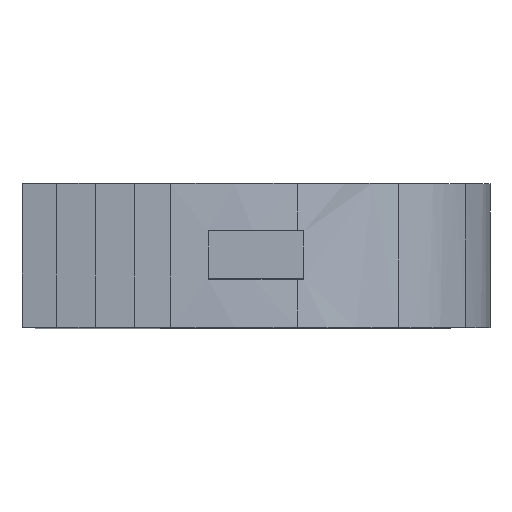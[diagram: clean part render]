
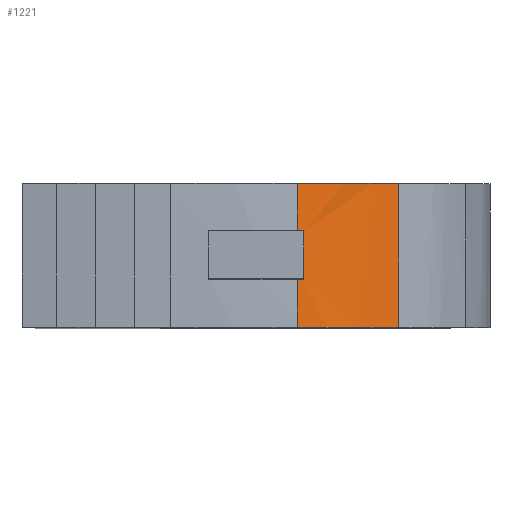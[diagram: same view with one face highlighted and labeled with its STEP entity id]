
A CAD part, top view. The second image highlights one B-rep face of the part: STEP entity #1221.
In plain terms, the highlighted free-form (B-spline) face has degree [3, 1] with [5, 2] control points.
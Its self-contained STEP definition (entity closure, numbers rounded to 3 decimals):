
#22=B_SPLINE_SURFACE_WITH_KNOTS('',3,1,((#1559,#1560),(#1561,#1562),(#1563,
#1564),(#1565,#1566),(#1567,#1568)),.UNSPECIFIED.,.F.,.F.,.F.,(4,1,4),(2,
2),(-0.467,-0.225,0.),(-0.3,0.3),.UNSPECIFIED.);
#65=FACE_OUTER_BOUND('',#133,.T.);
#133=EDGE_LOOP('',(#830,#831,#832,#833,#834,#835,#836,#837));
#205=LINE('',#1570,#312);
#206=LINE('',#1578,#313);
#207=LINE('',#1585,#314);
#312=VECTOR('',#1353,10.);
#313=VECTOR('',#1354,10.);
#314=VECTOR('',#1355,10.);
#412=B_SPLINE_CURVE_WITH_KNOTS('',3,(#1522,#1523,#1524,#1525),
 .UNSPECIFIED.,.F.,.F.,(4,4),(-0.082,-0.052),
 .UNSPECIFIED.);
#413=B_SPLINE_CURVE_WITH_KNOTS('',3,(#1528,#1529,#1530,#1531),
 .UNSPECIFIED.,.F.,.F.,(4,4),(-0.25,-0.05),.UNSPECIFIED.);
#415=B_SPLINE_CURVE_WITH_KNOTS('',3,(#1545,#1546,#1547,#1548),
 .UNSPECIFIED.,.F.,.F.,(4,4),(-0.029,0.),.UNSPECIFIED.);
#417=B_SPLINE_CURVE_WITH_KNOTS('',3,(#1572,#1573,#1574,#1575,#1576),
 .UNSPECIFIED.,.F.,.F.,(4,1,4),(0.,0.225,0.467),
 .UNSPECIFIED.);
#418=B_SPLINE_CURVE_WITH_KNOTS('',3,(#1580,#1581,#1582,#1583,#1584),
 .UNSPECIFIED.,.F.,.F.,(4,1,4),(-0.467,-0.225,0.),
 .UNSPECIFIED.);
#494=VERTEX_POINT('',#1508);
#497=VERTEX_POINT('',#1520);
#498=VERTEX_POINT('',#1527);
#500=VERTEX_POINT('',#1536);
#503=VERTEX_POINT('',#1569);
#504=VERTEX_POINT('',#1571);
#505=VERTEX_POINT('',#1577);
#506=VERTEX_POINT('',#1579);
#623=EDGE_CURVE('',#494,#497,#412,.T.);
#624=EDGE_CURVE('',#497,#498,#413,.T.);
#628=EDGE_CURVE('',#498,#500,#415,.T.);
#633=EDGE_CURVE('',#503,#500,#205,.T.);
#634=EDGE_CURVE('',#504,#503,#417,.T.);
#635=EDGE_CURVE('',#504,#505,#206,.T.);
#636=EDGE_CURVE('',#506,#505,#418,.T.);
#637=EDGE_CURVE('',#494,#506,#207,.T.);
#830=ORIENTED_EDGE('',*,*,#623,.T.);
#831=ORIENTED_EDGE('',*,*,#624,.T.);
#832=ORIENTED_EDGE('',*,*,#628,.T.);
#833=ORIENTED_EDGE('',*,*,#633,.F.);
#834=ORIENTED_EDGE('',*,*,#634,.F.);
#835=ORIENTED_EDGE('',*,*,#635,.T.);
#836=ORIENTED_EDGE('',*,*,#636,.F.);
#837=ORIENTED_EDGE('',*,*,#637,.F.);
#1221=ADVANCED_FACE('',(#65),#22,.T.);
#1353=DIRECTION('',(0.,1.,0.));
#1354=DIRECTION('',(0.,1.,0.));
#1355=DIRECTION('',(0.,1.,0.));
#1508=CARTESIAN_POINT('',(14.846,1.,29.793));
#1520=CARTESIAN_POINT('',(15.125,1.,29.707));
#1522=CARTESIAN_POINT('Ctrl Pts',(14.846,1.,29.793));
#1523=CARTESIAN_POINT('Ctrl Pts',(14.939,1.,29.765));
#1524=CARTESIAN_POINT('Ctrl Pts',(15.032,1.,29.736));
#1525=CARTESIAN_POINT('Ctrl Pts',(15.125,1.,29.707));
#1527=CARTESIAN_POINT('',(15.125,-1.,29.707));
#1528=CARTESIAN_POINT('Ctrl Pts',(15.125,1.,29.707));
#1529=CARTESIAN_POINT('Ctrl Pts',(15.125,0.333,29.707));
#1530=CARTESIAN_POINT('Ctrl Pts',(15.125,-0.333,29.707));
#1531=CARTESIAN_POINT('Ctrl Pts',(15.125,-1.,29.707));
#1536=CARTESIAN_POINT('',(14.846,-1.,29.793));
#1545=CARTESIAN_POINT('Ctrl Pts',(15.125,-1.,29.707));
#1546=CARTESIAN_POINT('Ctrl Pts',(15.032,-1.,29.736));
#1547=CARTESIAN_POINT('Ctrl Pts',(14.939,-1.,29.765));
#1548=CARTESIAN_POINT('Ctrl Pts',(14.846,-1.,29.793));
#1559=CARTESIAN_POINT('Ctrl Pts',(14.846,-3.,29.793));
#1560=CARTESIAN_POINT('Ctrl Pts',(14.846,3.,29.793));
#1561=CARTESIAN_POINT('Ctrl Pts',(15.62,-3.,29.554));
#1562=CARTESIAN_POINT('Ctrl Pts',(15.62,3.,29.554));
#1563=CARTESIAN_POINT('Ctrl Pts',(17.114,-3.,29.09));
#1564=CARTESIAN_POINT('Ctrl Pts',(17.114,3.,29.09));
#1565=CARTESIAN_POINT('Ctrl Pts',(18.433,-3.,28.249));
#1566=CARTESIAN_POINT('Ctrl Pts',(18.433,3.,28.249));
#1567=CARTESIAN_POINT('Ctrl Pts',(19.07,-3.,27.842));
#1568=CARTESIAN_POINT('Ctrl Pts',(19.07,3.,27.842));
#1569=CARTESIAN_POINT('',(14.846,-3.,29.793));
#1570=CARTESIAN_POINT('',(14.846,0.,29.793));
#1571=CARTESIAN_POINT('',(19.07,-3.,27.842));
#1572=CARTESIAN_POINT('Ctrl Pts',(19.07,-3.,27.842));
#1573=CARTESIAN_POINT('Ctrl Pts',(18.433,-3.,28.249));
#1574=CARTESIAN_POINT('Ctrl Pts',(17.114,-3.,29.09));
#1575=CARTESIAN_POINT('Ctrl Pts',(15.62,-3.,29.554));
#1576=CARTESIAN_POINT('Ctrl Pts',(14.846,-3.,29.793));
#1577=CARTESIAN_POINT('',(19.07,3.,27.842));
#1578=CARTESIAN_POINT('',(19.07,0.,27.842));
#1579=CARTESIAN_POINT('',(14.846,3.,29.793));
#1580=CARTESIAN_POINT('Ctrl Pts',(14.846,3.,29.793));
#1581=CARTESIAN_POINT('Ctrl Pts',(15.62,3.,29.554));
#1582=CARTESIAN_POINT('Ctrl Pts',(17.114,3.,29.09));
#1583=CARTESIAN_POINT('Ctrl Pts',(18.433,3.,28.249));
#1584=CARTESIAN_POINT('Ctrl Pts',(19.07,3.,27.842));
#1585=CARTESIAN_POINT('',(14.846,0.,29.793));
